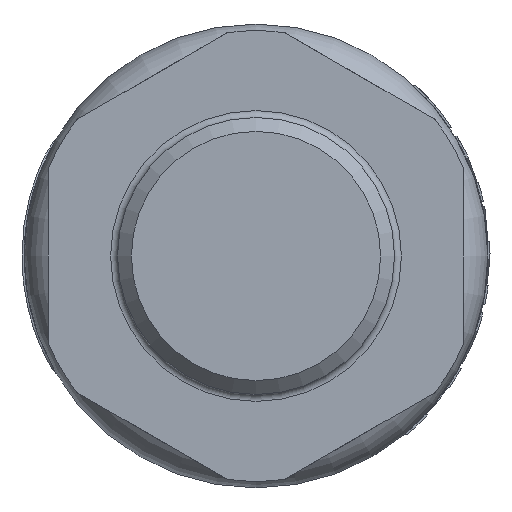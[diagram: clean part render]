
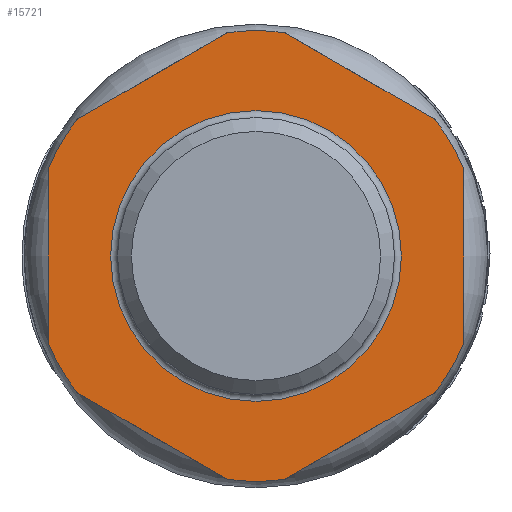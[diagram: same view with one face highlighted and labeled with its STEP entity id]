
A CAD part, left-side view. The second image highlights one B-rep face of the part: STEP entity #15721.
In plain terms, the highlighted planar face has unit normal (-1, 0, 0).
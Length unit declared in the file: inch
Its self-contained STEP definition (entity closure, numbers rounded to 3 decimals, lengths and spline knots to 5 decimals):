
#78=FACE_BOUND('',#3738,.T.);
#660=PLANE('',#16914);
#1292=LINE('',#31430,#1986);
#1295=LINE('',#31438,#1989);
#1298=LINE('',#31446,#1992);
#1301=LINE('',#31455,#1995);
#1303=LINE('',#31459,#1997);
#1306=LINE('',#31464,#2000);
#1986=VECTOR('',#19967,0.3937);
#1989=VECTOR('',#19976,0.3937);
#1992=VECTOR('',#19985,0.3937);
#1995=VECTOR('',#19994,0.3937);
#1997=VECTOR('',#19998,0.3937);
#2000=VECTOR('',#20003,0.3937);
#2879=FACE_OUTER_BOUND('',#3737,.T.);
#3737=EDGE_LOOP('',(#13197,#13198,#13199,#13200,#13201,#13202,#13203,#13204,
#13205,#13206,#13207,#13208));
#3738=EDGE_LOOP('',(#13209,#13210));
#4371=CIRCLE('',#16899,0.64035);
#4372=CIRCLE('',#16902,0.64035);
#4373=CIRCLE('',#16905,0.64035);
#4374=CIRCLE('',#16908,0.64035);
#4375=CIRCLE('',#16913,0.64035);
#4376=CIRCLE('',#16915,0.64035);
#4377=CIRCLE('',#16916,0.41339);
#4378=CIRCLE('',#16917,0.41339);
#6708=VERTEX_POINT('',#31422);
#6709=VERTEX_POINT('',#31424);
#6710=VERTEX_POINT('',#31428);
#6711=VERTEX_POINT('',#31432);
#6712=VERTEX_POINT('',#31436);
#6713=VERTEX_POINT('',#31440);
#6714=VERTEX_POINT('',#31444);
#6715=VERTEX_POINT('',#31448);
#6716=VERTEX_POINT('',#31452);
#6717=VERTEX_POINT('',#31454);
#6718=VERTEX_POINT('',#31458);
#6719=VERTEX_POINT('',#31462);
#6720=VERTEX_POINT('',#31469);
#6721=VERTEX_POINT('',#31470);
#8921=EDGE_CURVE('',#6708,#6709,#4371,.T.);
#8924=EDGE_CURVE('',#6708,#6710,#1292,.T.);
#8926=EDGE_CURVE('',#6711,#6710,#4372,.T.);
#8928=EDGE_CURVE('',#6711,#6712,#1295,.T.);
#8930=EDGE_CURVE('',#6713,#6712,#4373,.T.);
#8932=EDGE_CURVE('',#6713,#6714,#1298,.T.);
#8934=EDGE_CURVE('',#6715,#6714,#4374,.T.);
#8936=EDGE_CURVE('',#6717,#6716,#1301,.T.);
#8938=EDGE_CURVE('',#6718,#6709,#1303,.T.);
#8941=EDGE_CURVE('',#6715,#6719,#1306,.T.);
#8942=EDGE_CURVE('',#6717,#6719,#4375,.T.);
#8943=EDGE_CURVE('',#6718,#6716,#4376,.T.);
#8944=EDGE_CURVE('',#6720,#6721,#4377,.T.);
#8945=EDGE_CURVE('',#6721,#6720,#4378,.T.);
#13197=ORIENTED_EDGE('',*,*,#8936,.T.);
#13198=ORIENTED_EDGE('',*,*,#8943,.F.);
#13199=ORIENTED_EDGE('',*,*,#8938,.T.);
#13200=ORIENTED_EDGE('',*,*,#8921,.F.);
#13201=ORIENTED_EDGE('',*,*,#8924,.T.);
#13202=ORIENTED_EDGE('',*,*,#8926,.F.);
#13203=ORIENTED_EDGE('',*,*,#8928,.T.);
#13204=ORIENTED_EDGE('',*,*,#8930,.F.);
#13205=ORIENTED_EDGE('',*,*,#8932,.T.);
#13206=ORIENTED_EDGE('',*,*,#8934,.F.);
#13207=ORIENTED_EDGE('',*,*,#8941,.T.);
#13208=ORIENTED_EDGE('',*,*,#8942,.F.);
#13209=ORIENTED_EDGE('',*,*,#8944,.T.);
#13210=ORIENTED_EDGE('',*,*,#8945,.T.);
#15721=ADVANCED_FACE('',(#2879,#78),#660,.T.);
#16899=AXIS2_PLACEMENT_3D('',#31425,#19961,#19962);
#16902=AXIS2_PLACEMENT_3D('',#31434,#19971,#19972);
#16905=AXIS2_PLACEMENT_3D('',#31442,#19980,#19981);
#16908=AXIS2_PLACEMENT_3D('',#31450,#19989,#19990);
#16913=AXIS2_PLACEMENT_3D('',#31466,#20006,#20007);
#16914=AXIS2_PLACEMENT_3D('',#31467,#20008,#20009);
#16915=AXIS2_PLACEMENT_3D('',#31468,#20010,#20011);
#16916=AXIS2_PLACEMENT_3D('',#31471,#20012,#20013);
#16917=AXIS2_PLACEMENT_3D('',#31472,#20014,#20015);
#19961=DIRECTION('center_axis',(1.,0.,0.));
#19962=DIRECTION('ref_axis',(0.,1.,0.));
#19967=DIRECTION('',(0.,-0.866,-0.5));
#19971=DIRECTION('center_axis',(1.,0.,0.));
#19972=DIRECTION('ref_axis',(0.,1.,0.));
#19976=DIRECTION('',(0.,-0.866,0.5));
#19980=DIRECTION('center_axis',(1.,0.,0.));
#19981=DIRECTION('ref_axis',(0.,1.,0.));
#19985=DIRECTION('',(0.,0.,1.));
#19989=DIRECTION('center_axis',(1.,0.,0.));
#19990=DIRECTION('ref_axis',(0.,1.,0.));
#19994=DIRECTION('',(0.,0.866,-0.5));
#19998=DIRECTION('',(0.,0.,-1.));
#20003=DIRECTION('',(0.,0.866,0.5));
#20006=DIRECTION('center_axis',(1.,0.,0.));
#20007=DIRECTION('ref_axis',(0.,1.,0.));
#20008=DIRECTION('center_axis',(-1.,0.,0.));
#20009=DIRECTION('ref_axis',(0.,-1.,0.));
#20010=DIRECTION('center_axis',(1.,0.,0.));
#20011=DIRECTION('ref_axis',(0.,1.,0.));
#20012=DIRECTION('center_axis',(1.,0.,0.));
#20013=DIRECTION('ref_axis',(0.,1.,0.));
#20014=DIRECTION('center_axis',(1.,0.,0.));
#20015=DIRECTION('ref_axis',(0.,1.,0.));
#31422=CARTESIAN_POINT('',(-1.50315,0.5097,-0.38764));
#31424=CARTESIAN_POINT('',(-1.50315,0.59055,-0.24759));
#31425=CARTESIAN_POINT('Origin',(-1.50315,0.,
0.));
#31428=CARTESIAN_POINT('',(-1.50315,0.08085,-0.63523));
#31430=CARTESIAN_POINT('',(-1.50315,0.54113,-0.36949));
#31432=CARTESIAN_POINT('',(-1.50315,-0.08085,-0.63523));
#31434=CARTESIAN_POINT('Origin',(-1.50315,0.,
0.));
#31436=CARTESIAN_POINT('',(-1.50315,-0.5097,-0.38764));
#31438=CARTESIAN_POINT('',(-1.50315,-0.3267,-0.49329));
#31440=CARTESIAN_POINT('',(-1.50315,-0.59055,-0.24759));
#31442=CARTESIAN_POINT('Origin',(-1.50315,0.,
0.));
#31444=CARTESIAN_POINT('',(-1.50315,-0.59055,0.24759));
#31446=CARTESIAN_POINT('',(-1.50315,-0.59055,0.19638));
#31448=CARTESIAN_POINT('',(-1.50315,-0.5097,0.38764));
#31450=CARTESIAN_POINT('Origin',(-1.50315,0.,
0.));
#31452=CARTESIAN_POINT('',(-1.50315,0.5097,0.38764));
#31454=CARTESIAN_POINT('',(-1.50315,0.08085,0.63523));
#31455=CARTESIAN_POINT('',(-1.50315,0.04942,0.65338));
#31458=CARTESIAN_POINT('',(-1.50315,0.59055,0.24759));
#31459=CARTESIAN_POINT('',(-1.50315,0.59055,0.44397));
#31462=CARTESIAN_POINT('',(-1.50315,-0.08085,0.63523));
#31464=CARTESIAN_POINT('',(-1.50315,-0.26385,0.52958));
#31466=CARTESIAN_POINT('Origin',(-1.50315,0.,
0.));
#31467=CARTESIAN_POINT('Origin',(-1.50315,0.,
0.64035));
#31468=CARTESIAN_POINT('Origin',(-1.50315,0.,
0.));
#31469=CARTESIAN_POINT('',(-1.50315,0.,0.41339));
#31470=CARTESIAN_POINT('',(-1.50315,-0.41339,0.));
#31471=CARTESIAN_POINT('Origin',(-1.50315,0.,
0.));
#31472=CARTESIAN_POINT('Origin',(-1.50315,0.,
0.));
